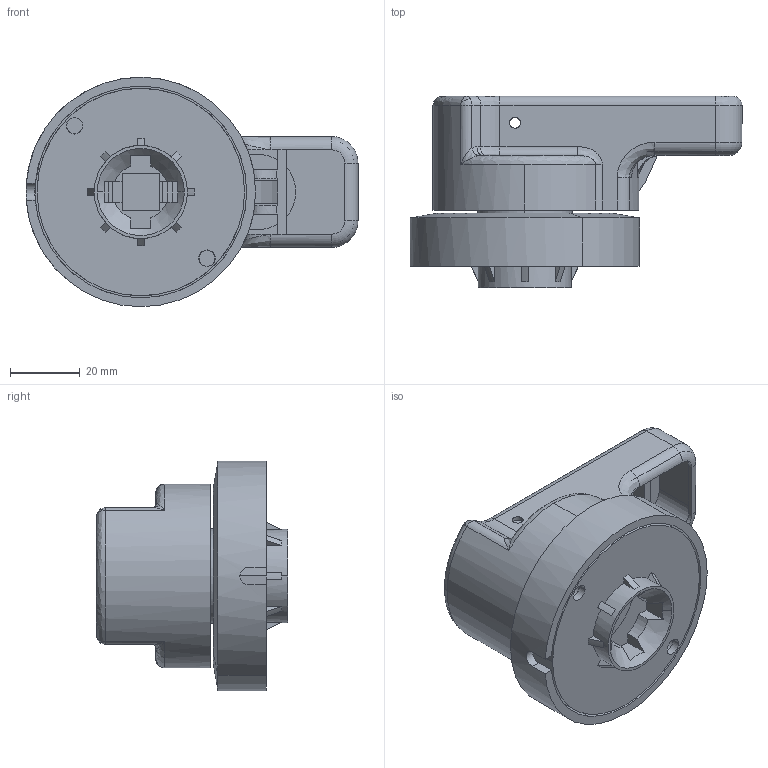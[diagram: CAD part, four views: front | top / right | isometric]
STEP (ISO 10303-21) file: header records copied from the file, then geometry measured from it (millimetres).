
FILE_DESCRIPTION (( 'STEP AP203' ), '1' );
FILE_NAME ('GHMVD12B.STEP', '2024-10-17T10:50:07', ( '' ), ( '' ), 'SwSTEP 2.0', 'SolidWorks 2023', '' );
FILE_SCHEMA (( 'CONFIG_CONTROL_DESIGN' ));
Length unit declared in the file: inch
Products named in the file (1): GHMVD12B
Bounding box: 95.5 x 55.02 x 66.04 mm (x, y, z)
Volume: 57637.4 mm3; surface area: 56533.7 mm2
Topology: 5 solids, 5 shells, 334 faces, 928 edges, 596 vertices
Faces by surface type: plane 181, cylinder 114, bspline 25, cone 12, torus 2
Entity records: 12048 total; most frequent: CARTESIAN_POINT 3400, ORIENTED_EDGE 1848, DIRECTION 1747, EDGE_CURVE 924, VERTEX_POINT 596, AXIS2_PLACEMENT_3D 593, LINE 561, VECTOR 561
